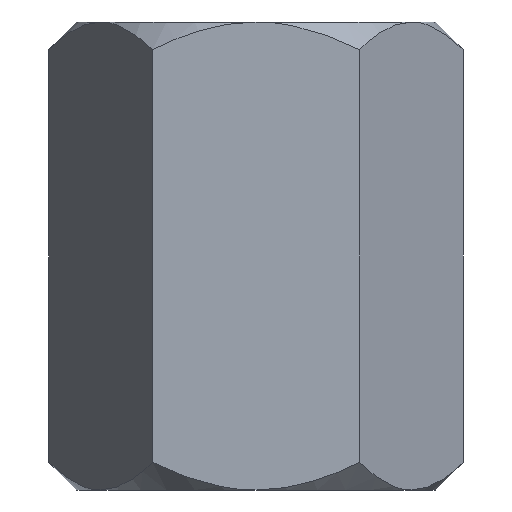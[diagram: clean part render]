
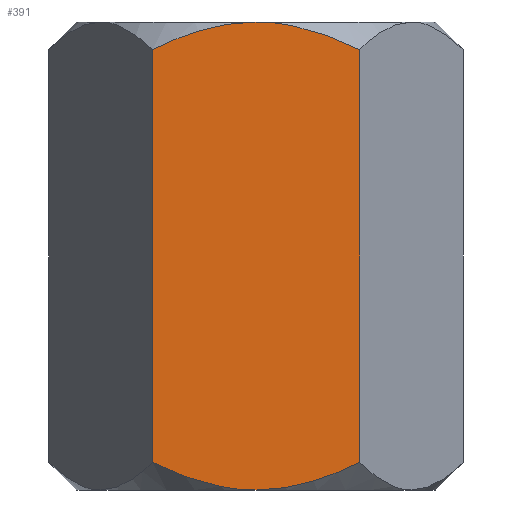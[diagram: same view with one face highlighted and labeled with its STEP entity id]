
A CAD part, left-side view. The second image highlights one B-rep face of the part: STEP entity #391.
In plain terms, the highlighted planar face has unit normal (-1, 0, 0).
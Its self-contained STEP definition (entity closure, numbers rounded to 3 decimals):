
#36 = CARTESIAN_POINT ( 'NONE',  ( -23., 0., -60. ) ) ;
#62 = VERTEX_POINT ( 'NONE', #634 ) ;
#63 = CARTESIAN_POINT ( 'NONE',  ( -23., 9.596, -1.917 ) ) ;
#66 = CARTESIAN_POINT ( 'NONE',  ( -23., 7.402, -1.156 ) ) ;
#68 = ORIENTED_EDGE ( 'NONE', *, *, #371, .T. ) ;
#72 = VERTEX_POINT ( 'NONE', #273 ) ;
#74 = EDGE_CURVE ( 'NONE', #72, #62, #716, .T. ) ;
#75 = DIRECTION ( 'NONE',  ( 0., 0., 1. ) ) ;
#76 = CARTESIAN_POINT ( 'NONE',  ( -23., -11.207, -57.434 ) ) ;
#86 = B_SPLINE_CURVE_WITH_KNOTS ( 'NONE', 3,
 ( #740, #239, #179, #678, #494, #571, #136, #66, #374, #380, #63, #315, #127, #190 ),
 .UNSPECIFIED., .F., .F.,
 ( 4, 2, 2, 2, 2, 2, 4 ),
 ( 0.065, 0.067, 0.068, 0.072, 0.074, 0.075, 0.079 ),
 .UNSPECIFIED. ) ;
#90 = CARTESIAN_POINT ( 'NONE',  ( -23., -11.195, -2.561 ) ) ;
#123 = PLANE ( 'NONE',  #346 ) ;
#125 = VERTEX_POINT ( 'NONE', #502 ) ;
#127 = CARTESIAN_POINT ( 'NONE',  ( -23., 12.253, -3.045 ) ) ;
#136 = CARTESIAN_POINT ( 'NONE',  ( -23., 5.736, -0.68 ) ) ;
#149 = CARTESIAN_POINT ( 'NONE',  ( -23., -9.045, -1.709 ) ) ;
#154 = DIRECTION ( 'NONE',  ( 0., 0., 1. ) ) ;
#160 = CARTESIAN_POINT ( 'NONE',  ( -23., -13.279, -56.442 ) ) ;
#162 = CARTESIAN_POINT ( 'NONE',  ( -23., 7.949, -58.671 ) ) ;
#173 = CARTESIAN_POINT ( 'NONE',  ( -23., 11.195, -57.439 ) ) ;
#179 = CARTESIAN_POINT ( 'NONE',  ( -23., 1.166, -0.022 ) ) ;
#190 = CARTESIAN_POINT ( 'NONE',  ( -23., 13.279, -3.558 ) ) ;
#199 = DIRECTION ( 'NONE',  ( 0., 0., 1. ) ) ;
#200 = CARTESIAN_POINT ( 'NONE',  ( -23., -13.279, -60. ) ) ;
#207 = CARTESIAN_POINT ( 'NONE',  ( -23., -4.611, -59.57 ) ) ;
#216 = CARTESIAN_POINT ( 'NONE',  ( -23., 0., -60. ) ) ;
#223 = CARTESIAN_POINT ( 'NONE',  ( -23., 9.045, -58.291 ) ) ;
#225 = CARTESIAN_POINT ( 'NONE',  ( -23., -7.402, -58.844 ) ) ;
#239 = CARTESIAN_POINT ( 'NONE',  ( -23., 0.58, 0. ) ) ;
#259 = CARTESIAN_POINT ( 'NONE',  ( -23., -9.587, -1.913 ) ) ;
#260 = VERTEX_POINT ( 'NONE', #612 ) ;
#273 = CARTESIAN_POINT ( 'NONE',  ( -23., -13.279, -56.442 ) ) ;
#274 = B_SPLINE_CURVE_WITH_KNOTS ( 'NONE', 3,
 ( #216, #413, #640, #468, #779, #207, #395, #225, #328, #713, #723, #76, #597, #160 ),
 .UNSPECIFIED., .F., .F.,
 ( 4, 2, 2, 2, 2, 2, 4 ),
 ( 0.065, 0.067, 0.068, 0.072, 0.074, 0.075, 0.079 ),
 .UNSPECIFIED. ) ;
#285 = CARTESIAN_POINT ( 'NONE',  ( -23., 9.587, -58.087 ) ) ;
#294 = CARTESIAN_POINT ( 'NONE',  ( -23., 12.246, -56.959 ) ) ;
#298 = B_SPLINE_CURVE_WITH_KNOTS ( 'NONE', 3,
 ( #708, #381, #90, #259, #149, #641, #714, #448, #341, #649 ),
 .UNSPECIFIED., .F., .F.,
 ( 4, 2, 2, 2, 4 ),
 ( 0.051, 0.055, 0.056, 0.058, 0.065 ),
 .UNSPECIFIED. ) ;
#315 = CARTESIAN_POINT ( 'NONE',  ( -23., 11.207, -2.566 ) ) ;
#324 = CARTESIAN_POINT ( 'NONE',  ( -23., 13.279, -60. ) ) ;
#328 = CARTESIAN_POINT ( 'NONE',  ( -23., -7.953, -58.669 ) ) ;
#341 = CARTESIAN_POINT ( 'NONE',  ( -23., -2.323, 0. ) ) ;
#346 = AXIS2_PLACEMENT_3D ( 'NONE', #747, #437, #199 ) ;
#371 = EDGE_CURVE ( 'NONE', #260, #125, #86, .T. ) ;
#374 = CARTESIAN_POINT ( 'NONE',  ( -23., 7.953, -1.331 ) ) ;
#380 = CARTESIAN_POINT ( 'NONE',  ( -23., 9.051, -1.711 ) ) ;
#381 = CARTESIAN_POINT ( 'NONE',  ( -23., -12.246, -3.041 ) ) ;
#383 = VERTEX_POINT ( 'NONE', #638 ) ;
#391 = ADVANCED_FACE ( 'NONE', ( #633 ), #123, .T. ) ;
#395 = CARTESIAN_POINT ( 'NONE',  ( -23., -5.736, -59.32 ) ) ;
#413 = CARTESIAN_POINT ( 'NONE',  ( -23., -0.58, -60. ) ) ;
#417 = ORIENTED_EDGE ( 'NONE', *, *, #549, .T. ) ;
#437 = DIRECTION ( 'NONE',  ( -1., 0., 0. ) ) ;
#443 = LINE ( 'NONE', #324, #675 ) ;
#448 = CARTESIAN_POINT ( 'NONE',  ( -23., -4.597, -0.357 ) ) ;
#468 = CARTESIAN_POINT ( 'NONE',  ( -23., -2.324, -59.89 ) ) ;
#494 = CARTESIAN_POINT ( 'NONE',  ( -23., 2.899, -0.175 ) ) ;
#495 = VERTEX_POINT ( 'NONE', #801 ) ;
#502 = CARTESIAN_POINT ( 'NONE',  ( -23., 13.279, -3.558 ) ) ;
#504 = B_SPLINE_CURVE_WITH_KNOTS ( 'NONE', 3,
 ( #735, #294, #173, #285, #223, #162, #670, #546, #657, #36 ),
 .UNSPECIFIED., .F., .F.,
 ( 4, 2, 2, 2, 4 ),
 ( 0.051, 0.055, 0.056, 0.058, 0.065 ),
 .UNSPECIFIED. ) ;
#520 = EDGE_LOOP ( 'NONE', ( #567, #806, #417, #521, #715, #68 ) ) ;
#521 = ORIENTED_EDGE ( 'NONE', *, *, #74, .T. ) ;
#546 = CARTESIAN_POINT ( 'NONE',  ( -23., 4.597, -59.643 ) ) ;
#549 = EDGE_CURVE ( 'NONE', #495, #72, #274, .T. ) ;
#560 = VECTOR ( 'NONE', #75, 1000. ) ;
#567 = ORIENTED_EDGE ( 'NONE', *, *, #682, .F. ) ;
#571 = CARTESIAN_POINT ( 'NONE',  ( -23., 4.611, -0.43 ) ) ;
#597 = CARTESIAN_POINT ( 'NONE',  ( -23., -12.253, -56.955 ) ) ;
#612 = CARTESIAN_POINT ( 'NONE',  ( -23., 0., 0. ) ) ;
#633 = FACE_OUTER_BOUND ( 'NONE', #520, .T. ) ;
#634 = CARTESIAN_POINT ( 'NONE',  ( -23., -13.279, -3.558 ) ) ;
#638 = CARTESIAN_POINT ( 'NONE',  ( -23., 13.279, -56.442 ) ) ;
#640 = CARTESIAN_POINT ( 'NONE',  ( -23., -1.166, -59.978 ) ) ;
#641 = CARTESIAN_POINT ( 'NONE',  ( -23., -7.949, -1.329 ) ) ;
#649 = CARTESIAN_POINT ( 'NONE',  ( -23., 0., 0. ) ) ;
#657 = CARTESIAN_POINT ( 'NONE',  ( -23., 2.323, -60. ) ) ;
#670 = CARTESIAN_POINT ( 'NONE',  ( -23., 7.393, -58.847 ) ) ;
#675 = VECTOR ( 'NONE', #154, 1000. ) ;
#678 = CARTESIAN_POINT ( 'NONE',  ( -23., 2.324, -0.11 ) ) ;
#682 = EDGE_CURVE ( 'NONE', #383, #125, #443, .T. ) ;
#706 = EDGE_CURVE ( 'NONE', #62, #260, #298, .T. ) ;
#708 = CARTESIAN_POINT ( 'NONE',  ( -23., -13.279, -3.558 ) ) ;
#713 = CARTESIAN_POINT ( 'NONE',  ( -23., -9.051, -58.289 ) ) ;
#714 = CARTESIAN_POINT ( 'NONE',  ( -23., -7.393, -1.153 ) ) ;
#715 = ORIENTED_EDGE ( 'NONE', *, *, #706, .T. ) ;
#716 = LINE ( 'NONE', #200, #560 ) ;
#723 = CARTESIAN_POINT ( 'NONE',  ( -23., -9.596, -58.083 ) ) ;
#735 = CARTESIAN_POINT ( 'NONE',  ( -23., 13.279, -56.442 ) ) ;
#740 = CARTESIAN_POINT ( 'NONE',  ( -23., 0., 0. ) ) ;
#747 = CARTESIAN_POINT ( 'NONE',  ( -23., 13.279, -60. ) ) ;
#753 = EDGE_CURVE ( 'NONE', #383, #495, #504, .T. ) ;
#779 = CARTESIAN_POINT ( 'NONE',  ( -23., -2.899, -59.825 ) ) ;
#801 = CARTESIAN_POINT ( 'NONE',  ( -23., 0., -60. ) ) ;
#806 = ORIENTED_EDGE ( 'NONE', *, *, #753, .T. ) ;
